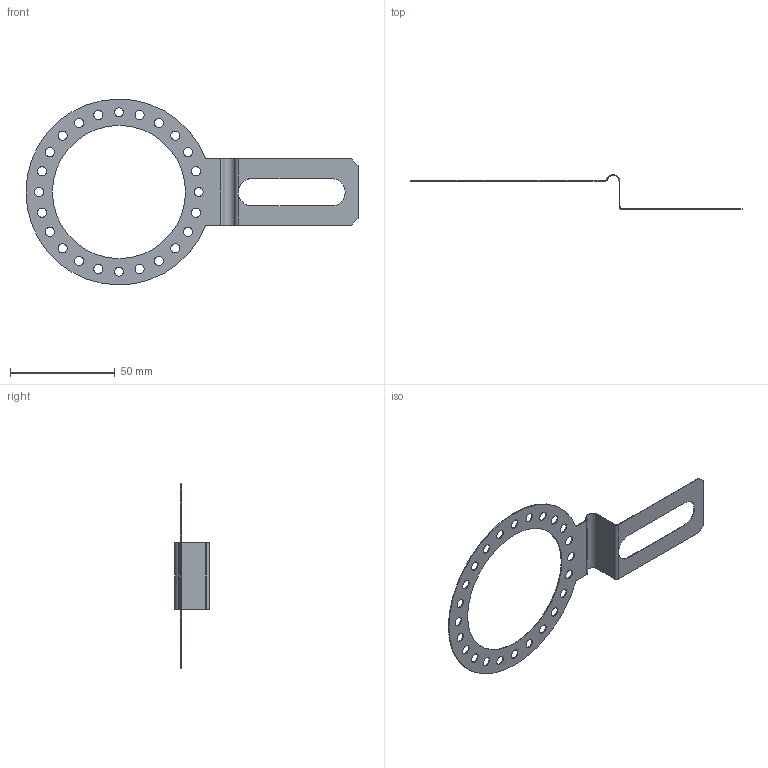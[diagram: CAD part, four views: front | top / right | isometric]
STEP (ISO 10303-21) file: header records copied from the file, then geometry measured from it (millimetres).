
FILE_DESCRIPTION((''),'2;1');
FILE_NAME('114602-0002','2010-03-01T',('jude.martin'),(''),'PRO/ENGINEER BY PARAMETRIC TECHNOLOGY CORPORATION, 2007030','PRO/ENGINEER BY PARAMETRIC TECHNOLOGY CORPORATION, 2007030','');
FILE_SCHEMA(('CONFIG_CONTROL_DESIGN'));
Length unit declared in the file: inch
Products named in the file (1): 114602-0002
Bounding box: 158.75 x 16.63 x 88.9 mm (x, y, z)
Volume: 1824.6 mm3; surface area: 9940.4 mm2
Topology: 1 solids, 1 shells, 72 faces, 216 edges, 144 vertices
Faces by surface type: cylinder 59, plane 13
Entity records: 2651 total; most frequent: DIRECTION 478, CARTESIAN_POINT 443, ORIENTED_EDGE 432, EDGE_CURVE 216, AXIS2_PLACEMENT_3D 192, VERTEX_POINT 144, EDGE_LOOP 122, CIRCLE 120
